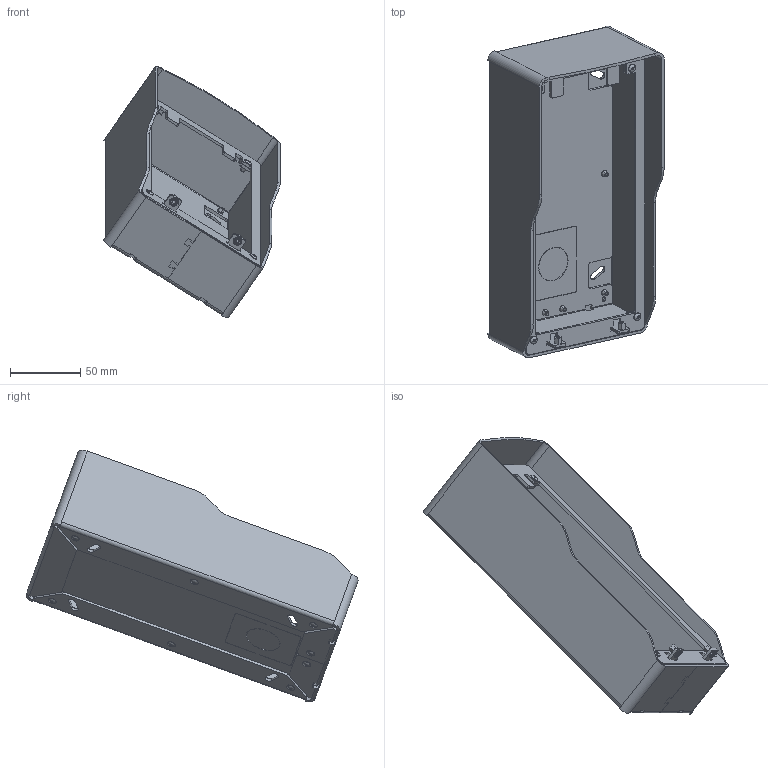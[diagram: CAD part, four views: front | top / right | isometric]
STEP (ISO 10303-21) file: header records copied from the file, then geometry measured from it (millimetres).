
FILE_DESCRIPTION(('CATIA V5 STEP Exchange'),'2;1');
FILE_NAME('VI-BOX4.stp','2024-03-21T08:57:22+00:00',('none'),('none'),'CATIA Version 5-6 Release 2016 SP6','CATIA V5 STEP AP203','none');
FILE_SCHEMA(('CONFIG_CONTROL_DESIGN'));
Length unit declared in the file: millimetre
Products named in the file (1): VI-BOX4
Assembly tree (2 placements, depth 2):
  VI-BOX4
    #57
    #101
Bounding box: 125.16 x 235.63 x 178.71 mm (x, y, z)
Volume: 161394.2 mm3; surface area: 172623 mm2
Topology: 17 solids, 17 shells, 720 faces, 1859 edges, 1208 vertices
Faces by surface type: plane 353, cylinder 295, cone 24, torus 24, sphere 24
Entity records: 20165 total; most frequent: ORIENTED_EDGE 3712, CARTESIAN_POINT 3511, DIRECTION 2747, EDGE_CURVE 1856, VERTEX_POINT 1202, AXIS2_PLACEMENT_3D 1164, VECTOR 1139, LINE 1139
